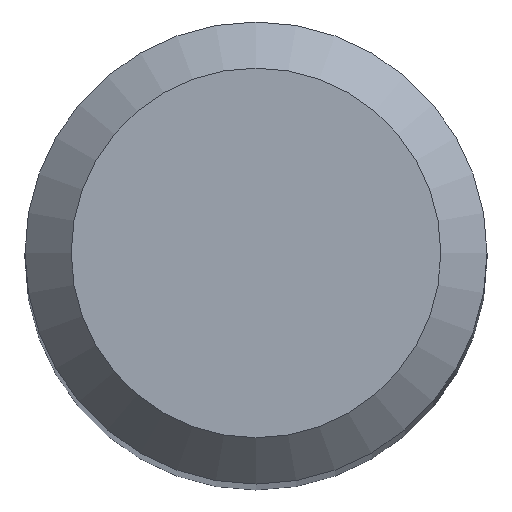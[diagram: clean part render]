
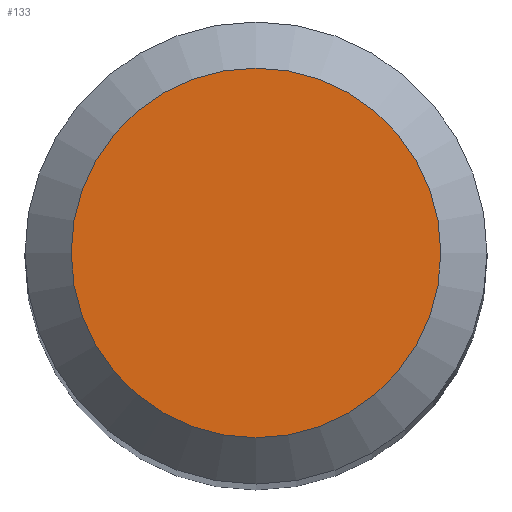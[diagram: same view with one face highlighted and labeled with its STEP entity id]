
A CAD part, top view. The second image highlights one B-rep face of the part: STEP entity #133.
In plain terms, the highlighted planar face has unit normal (0, 0, 1).
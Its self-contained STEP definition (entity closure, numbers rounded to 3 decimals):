
#13 = AXIS2_PLACEMENT_3D ( 'NONE', #125, #182, #17 ) ;
#17 = DIRECTION ( 'NONE',  ( 0., 1., 0. ) ) ;
#37 = ORIENTED_EDGE ( 'NONE', *, *, #242, .F. ) ;
#67 = DIRECTION ( 'NONE',  ( 0., 0., -1. ) ) ;
#74 = CIRCLE ( 'NONE', #13, 1.6 ) ;
#80 = CARTESIAN_POINT ( 'NONE',  ( 0., 0., 38. ) ) ;
#81 = FACE_OUTER_BOUND ( 'NONE', #205, .T. ) ;
#104 = AXIS2_PLACEMENT_3D ( 'NONE', #80, #67, #121 ) ;
#121 = DIRECTION ( 'NONE',  ( 0., 1., 0. ) ) ;
#125 = CARTESIAN_POINT ( 'NONE',  ( 0., 0., 38. ) ) ;
#133 = ADVANCED_FACE ( 'NONE', ( #81 ), #156, .F. ) ;
#156 = PLANE ( 'NONE',  #104 ) ;
#182 = DIRECTION ( 'NONE',  ( 0., 0., -1. ) ) ;
#205 = EDGE_LOOP ( 'NONE', ( #37 ) ) ;
#216 = CARTESIAN_POINT ( 'NONE',  ( 0., 1.6, 38. ) ) ;
#233 = VERTEX_POINT ( 'NONE', #216 ) ;
#242 = EDGE_CURVE ( 'NONE', #233, #233, #74, .T. ) ;
